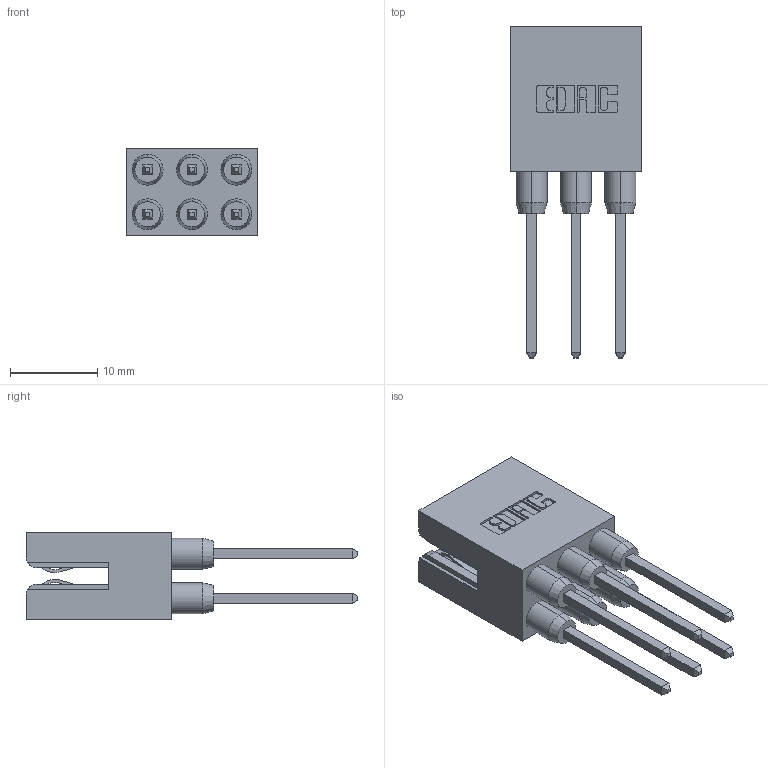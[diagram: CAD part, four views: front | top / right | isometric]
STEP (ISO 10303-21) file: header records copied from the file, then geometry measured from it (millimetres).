
FILE_DESCRIPTION (( 'STEP AP214' ), '1' );
FILE_NAME ('243-006-542-201.STEP', '2020-08-12T19:48:46', ( '' ), ( '' ), 'SwSTEP 2.0', 'SolidWorks 2020', '' );
FILE_SCHEMA (( 'AUTOMOTIVE_DESIGN' ));
Length unit declared in the file: inch
Products named in the file (1): 243-006-542-201
Bounding box: 15.04 x 37.95 x 9.96 mm (x, y, z)
Volume: 2493 mm3; surface area: 2499.4 mm2
Topology: 1 solids, 1 shells, 287 faces, 759 edges, 486 vertices
Faces by surface type: plane 197, cylinder 78, cone 12
Entity records: 12588 total; most frequent: CARTESIAN_POINT 1533, ORIENTED_EDGE 1518, DIRECTION 1515, EDGE_CURVE 759, LINE 579, VECTOR 579, VERTEX_POINT 486, AXIS2_PLACEMENT_3D 468
